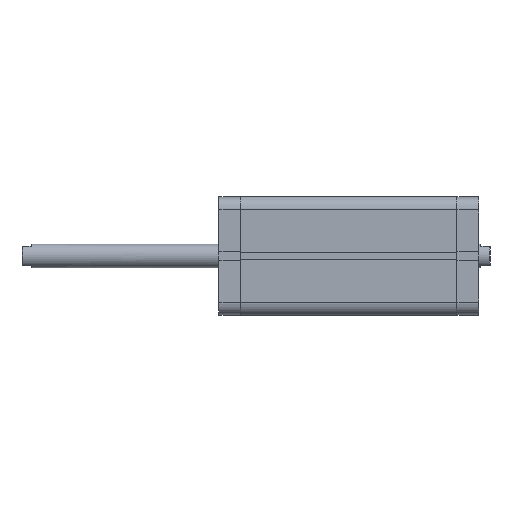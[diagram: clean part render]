
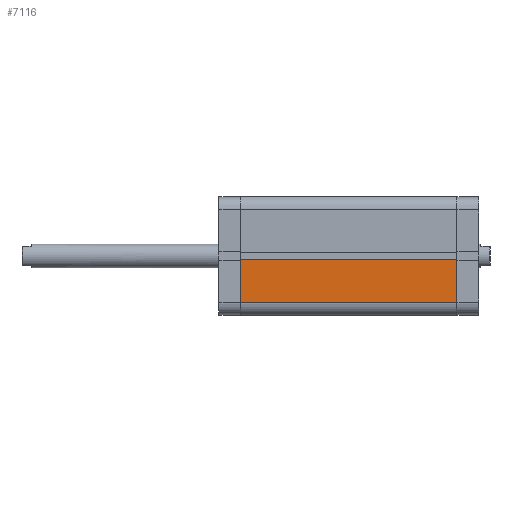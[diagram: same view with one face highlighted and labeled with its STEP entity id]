
A CAD part, front view. The second image highlights one B-rep face of the part: STEP entity #7116.
In plain terms, the highlighted planar face has unit normal (0, -1, 0).
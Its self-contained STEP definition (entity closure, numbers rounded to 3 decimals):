
#602 = VERTEX_POINT ( 'NONE', #959 ) ;
#603 = VERTEX_POINT ( 'NONE', #960 ) ;
#604 = VERTEX_POINT ( 'NONE', #961 ) ;
#605 = VERTEX_POINT ( 'NONE', #962 ) ;
#959 = CARTESIAN_POINT ( 'NONE',  ( -31., -40., 0. ) ) ;
#960 = CARTESIAN_POINT ( 'NONE',  ( -31., -40., 145.5 ) ) ;
#961 = CARTESIAN_POINT ( 'NONE',  ( -2.6, -40., 0. ) ) ;
#962 = CARTESIAN_POINT ( 'NONE',  ( -2.6, -40., 145.5 ) ) ;
#1376 = CARTESIAN_POINT ( 'NONE',  ( 0., -40., 145.5 ) ) ;
#1377 = DIRECTION ( 'NONE',  ( 1., 0., 0. ) ) ;
#1378 = CARTESIAN_POINT ( 'NONE',  ( 0., -40., 0. ) ) ;
#1379 = CARTESIAN_POINT ( 'NONE',  ( -31., -40., 145.5 ) ) ;
#1380 = DIRECTION ( 'NONE',  ( 0., 0., -1. ) ) ;
#1386 = CARTESIAN_POINT ( 'NONE',  ( -2.6, -40., 145.5 ) ) ;
#1387 = DIRECTION ( 'NONE',  ( 0., 0., -1. ) ) ;
#1389 = DIRECTION ( 'NONE',  ( 1., 0., 0. ) ) ;
#1967 = EDGE_LOOP ( 'NONE', ( #2003, #2002, #2001, #2000 ) ) ;
#2000 = ORIENTED_EDGE ( 'NONE', *, *, #6005, .T. ) ;
#2001 = ORIENTED_EDGE ( 'NONE', *, *, #6004, .F. ) ;
#2002 = ORIENTED_EDGE ( 'NONE', *, *, #6008, .F. ) ;
#2003 = ORIENTED_EDGE ( 'NONE', *, *, #6009, .T. ) ;
#2158 = LINE ( 'NONE', #1376, #2159 ) ;
#2159 = VECTOR ( 'NONE', #1377, 1000. ) ;
#2160 = LINE ( 'NONE', #1379, #2161 ) ;
#2161 = VECTOR ( 'NONE', #1380, 1000. ) ;
#2164 = LINE ( 'NONE', #1378, #2168 ) ;
#2166 = LINE ( 'NONE', #1386, #2167 ) ;
#2167 = VECTOR ( 'NONE', #1387, 1000. ) ;
#2168 = VECTOR ( 'NONE', #1389, 1000. ) ;
#4505 = FACE_OUTER_BOUND ( 'NONE', #1967, .T. ) ;
#4886 = PLANE ( 'NONE',  #6856 ) ;
#4889 = CARTESIAN_POINT ( 'NONE',  ( 0., -40., 145.5 ) ) ;
#4904 = DIRECTION ( 'NONE',  ( 0., 1., 0. ) ) ;
#4905 = DIRECTION ( 'NONE',  ( 0., 0., 1. ) ) ;
#6004 = EDGE_CURVE ( 'NONE', #603, #605, #2158, .T. ) ;
#6005 = EDGE_CURVE ( 'NONE', #603, #602, #2160, .T. ) ;
#6008 = EDGE_CURVE ( 'NONE', #605, #604, #2166, .T. ) ;
#6009 = EDGE_CURVE ( 'NONE', #602, #604, #2164, .T. ) ;
#6856 = AXIS2_PLACEMENT_3D ( 'NONE', #4889, #4904, #4905 ) ;
#7116 = ADVANCED_FACE ( 'NONE', ( #4505 ), #4886, .F. ) ;
